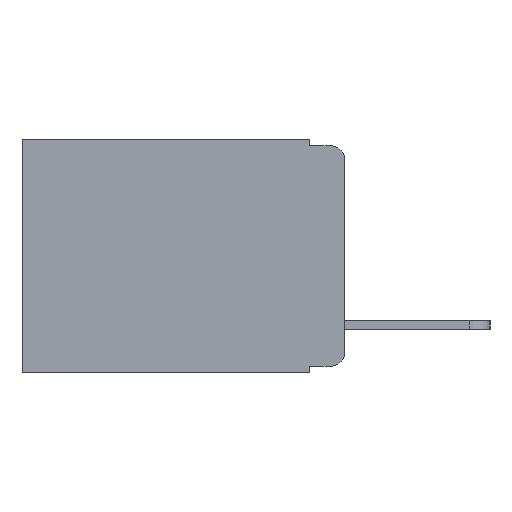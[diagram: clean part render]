
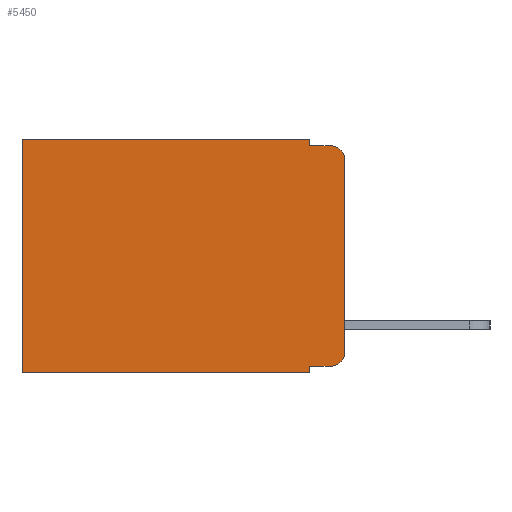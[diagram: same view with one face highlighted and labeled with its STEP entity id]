
A CAD part, left-side view. The second image highlights one B-rep face of the part: STEP entity #5450.
In plain terms, the highlighted planar face has unit normal (-1, 0, 0).
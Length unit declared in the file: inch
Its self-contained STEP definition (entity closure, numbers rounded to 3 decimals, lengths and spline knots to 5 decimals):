
#475 = DIRECTION ( 'NONE',  ( 0., 0., -1. ) ) ;
#497 = VECTOR ( 'NONE', #6080, 39.37008 ) ;
#993 = CARTESIAN_POINT ( 'NONE',  ( 0.298, 0.473, 0. ) ) ;
#1137 = DIRECTION ( 'NONE',  ( 1., 0., 0. ) ) ;
#1197 = AXIS2_PLACEMENT_3D ( 'NONE', #3069, #3172, #8293 ) ;
#1698 = DIRECTION ( 'NONE',  ( 0., 0., -1. ) ) ;
#1708 = DIRECTION ( 'NONE',  ( 0., 0., -1. ) ) ;
#2061 = ORIENTED_EDGE ( 'NONE', *, *, #5863, .F. ) ;
#2085 = LINE ( 'NONE', #13234, #5186 ) ;
#2205 = EDGE_CURVE ( 'NONE', #14675, #9744, #2085, .T. ) ;
#2239 = CARTESIAN_POINT ( 'NONE',  ( 0.298, 0.02, -0.01 ) ) ;
#2274 = CARTESIAN_POINT ( 'NONE',  ( 0.298, 0., 0. ) ) ;
#2362 = CARTESIAN_POINT ( 'NONE',  ( 0.298, 0., -0.313 ) ) ;
#2368 = ORIENTED_EDGE ( 'NONE', *, *, #11241, .T. ) ;
#2427 = ORIENTED_EDGE ( 'NONE', *, *, #10444, .F. ) ;
#2652 = LINE ( 'NONE', #5853, #8630 ) ;
#2662 = EDGE_CURVE ( 'NONE', #6954, #11643, #2652, .T. ) ;
#2885 = VERTEX_POINT ( 'NONE', #993 ) ;
#3069 = CARTESIAN_POINT ( 'NONE',  ( 0.298, 0.02, -0.03 ) ) ;
#3172 = DIRECTION ( 'NONE',  ( -1., 0., 0. ) ) ;
#3265 = CARTESIAN_POINT ( 'NONE',  ( 0.298, 0., 0. ) ) ;
#3543 = FACE_OUTER_BOUND ( 'NONE', #15866, .T. ) ;
#3562 = ORIENTED_EDGE ( 'NONE', *, *, #2662, .F. ) ;
#3691 = CARTESIAN_POINT ( 'NONE',  ( 0.298, 0.473, -0.343 ) ) ;
#3718 = ORIENTED_EDGE ( 'NONE', *, *, #11985, .T. ) ;
#3719 = EDGE_CURVE ( 'NONE', #10295, #14675, #6109, .T. ) ;
#3957 = EDGE_CURVE ( 'NONE', #10295, #2885, #12071, .T. ) ;
#4315 = ORIENTED_EDGE ( 'NONE', *, *, #13734, .T. ) ;
#4543 = VECTOR ( 'NONE', #475, 39.37008 ) ;
#4634 = DIRECTION ( 'NONE',  ( 0., 0., -1. ) ) ;
#5099 = CARTESIAN_POINT ( 'NONE',  ( 0.298, 0.051, -0.333 ) ) ;
#5186 = VECTOR ( 'NONE', #14639, 39.37008 ) ;
#5450 = ADVANCED_FACE ( 'NONE', ( #3543 ), #12034, .F. ) ;
#5853 = CARTESIAN_POINT ( 'NONE',  ( 0.298, 0., -0.343 ) ) ;
#5863 = EDGE_CURVE ( 'NONE', #8696, #6954, #15463, .T. ) ;
#6080 = DIRECTION ( 'NONE',  ( 0., 0., -1. ) ) ;
#6109 = LINE ( 'NONE', #11492, #4543 ) ;
#6199 = VECTOR ( 'NONE', #14082, 39.37008 ) ;
#6531 = CIRCLE ( 'NONE', #1197, 0.02 ) ;
#6618 = DIRECTION ( 'NONE',  ( -1., 0., 0. ) ) ;
#6814 = VERTEX_POINT ( 'NONE', #2362 ) ;
#6928 = CARTESIAN_POINT ( 'NONE',  ( 0.298, 0.051, 0. ) ) ;
#6954 = VERTEX_POINT ( 'NONE', #10174 ) ;
#7050 = CARTESIAN_POINT ( 'NONE',  ( 0.298, 0.051, -0.01 ) ) ;
#7862 = EDGE_CURVE ( 'NONE', #2885, #11643, #15243, .T. ) ;
#8067 = CARTESIAN_POINT ( 'NONE',  ( 0.298, 0.051, 0. ) ) ;
#8293 = DIRECTION ( 'NONE',  ( 0., 0., -1. ) ) ;
#8630 = VECTOR ( 'NONE', #10621, 39.37008 ) ;
#8696 = VERTEX_POINT ( 'NONE', #5099 ) ;
#8711 = VECTOR ( 'NONE', #13022, 39.37008 ) ;
#8717 = ORIENTED_EDGE ( 'NONE', *, *, #3719, .F. ) ;
#9282 = ORIENTED_EDGE ( 'NONE', *, *, #2205, .F. ) ;
#9321 = CARTESIAN_POINT ( 'NONE',  ( 0.298, 0.051, -0.333 ) ) ;
#9337 = VECTOR ( 'NONE', #1708, 39.37008 ) ;
#9439 = DIRECTION ( 'NONE',  ( 0., 1., 0. ) ) ;
#9671 = LINE ( 'NONE', #9321, #6199 ) ;
#9716 = CARTESIAN_POINT ( 'NONE',  ( 0.298, 0., 0. ) ) ;
#9744 = VERTEX_POINT ( 'NONE', #2239 ) ;
#10174 = CARTESIAN_POINT ( 'NONE',  ( 0.298, 0.051, -0.343 ) ) ;
#10295 = VERTEX_POINT ( 'NONE', #6928 ) ;
#10444 = EDGE_CURVE ( 'NONE', #12761, #6814, #12846, .T. ) ;
#10621 = DIRECTION ( 'NONE',  ( 0., 1., 0. ) ) ;
#10821 = CIRCLE ( 'NONE', #15023, 0.02 ) ;
#11241 = EDGE_CURVE ( 'NONE', #11790, #6814, #10821, .T. ) ;
#11473 = CARTESIAN_POINT ( 'NONE',  ( 0.298, 0.02, -0.313 ) ) ;
#11492 = CARTESIAN_POINT ( 'NONE',  ( 0.298, 0.051, 0. ) ) ;
#11643 = VERTEX_POINT ( 'NONE', #3691 ) ;
#11657 = AXIS2_PLACEMENT_3D ( 'NONE', #9716, #1137, #4634 ) ;
#11790 = VERTEX_POINT ( 'NONE', #14993 ) ;
#11954 = CARTESIAN_POINT ( 'NONE',  ( 0.298, 0.473, 0. ) ) ;
#11985 = EDGE_CURVE ( 'NONE', #12761, #9744, #6531, .T. ) ;
#12034 = PLANE ( 'NONE',  #11657 ) ;
#12071 = LINE ( 'NONE', #3265, #15132 ) ;
#12761 = VERTEX_POINT ( 'NONE', #14419 ) ;
#12846 = LINE ( 'NONE', #2274, #497 ) ;
#13022 = DIRECTION ( 'NONE',  ( 0., 0., -1. ) ) ;
#13234 = CARTESIAN_POINT ( 'NONE',  ( 0.298, 0.051, -0.01 ) ) ;
#13665 = ORIENTED_EDGE ( 'NONE', *, *, #7862, .T. ) ;
#13734 = EDGE_CURVE ( 'NONE', #8696, #11790, #9671, .T. ) ;
#14082 = DIRECTION ( 'NONE',  ( 0., -1., 0. ) ) ;
#14419 = CARTESIAN_POINT ( 'NONE',  ( 0.298, 0., -0.03 ) ) ;
#14639 = DIRECTION ( 'NONE',  ( 0., -1., 0. ) ) ;
#14675 = VERTEX_POINT ( 'NONE', #7050 ) ;
#14993 = CARTESIAN_POINT ( 'NONE',  ( 0.298, 0.02, -0.333 ) ) ;
#15023 = AXIS2_PLACEMENT_3D ( 'NONE', #11473, #6618, #1698 ) ;
#15132 = VECTOR ( 'NONE', #9439, 39.37008 ) ;
#15243 = LINE ( 'NONE', #11954, #8711 ) ;
#15452 = ORIENTED_EDGE ( 'NONE', *, *, #3957, .T. ) ;
#15463 = LINE ( 'NONE', #8067, #9337 ) ;
#15866 = EDGE_LOOP ( 'NONE', ( #2427, #3718, #9282, #8717, #15452, #13665, #3562, #2061, #4315, #2368 ) ) ;
